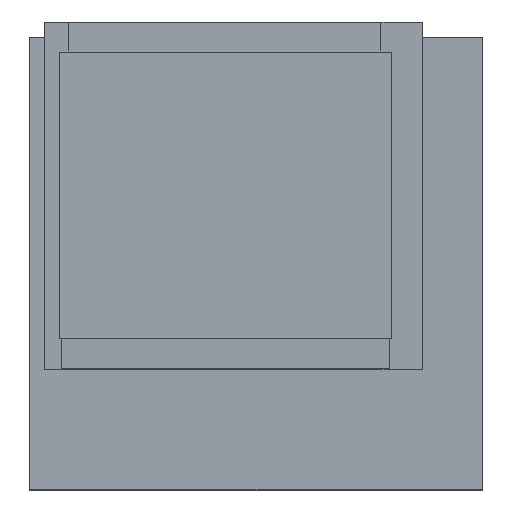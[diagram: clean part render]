
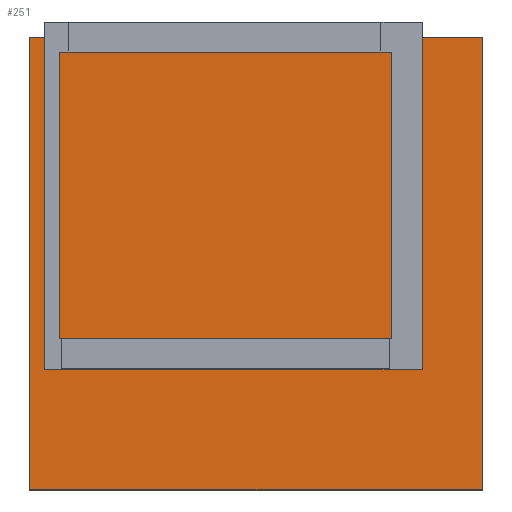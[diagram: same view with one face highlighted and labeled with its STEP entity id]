
A CAD part, top view. The second image highlights one B-rep face of the part: STEP entity #251.
In plain terms, the highlighted planar face has unit normal (0, 0, 1).
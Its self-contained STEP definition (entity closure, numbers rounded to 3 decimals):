
#122 = VERTEX_POINT('',#123);
#123 = CARTESIAN_POINT('',(0.,0.,1.));
#129 = EDGE_CURVE('',#122,#130,#132,.T.);
#130 = VERTEX_POINT('',#131);
#131 = CARTESIAN_POINT('',(30.,0.,1.));
#132 = LINE('',#133,#134);
#133 = CARTESIAN_POINT('',(0.,0.,1.));
#134 = VECTOR('',#135,1.);
#135 = DIRECTION('',(1.,0.,0.));
#160 = EDGE_CURVE('',#130,#161,#163,.T.);
#161 = VERTEX_POINT('',#162);
#162 = CARTESIAN_POINT('',(30.,30.,1.));
#163 = LINE('',#164,#165);
#164 = CARTESIAN_POINT('',(30.,0.,1.));
#165 = VECTOR('',#166,1.);
#166 = DIRECTION('',(0.,1.,0.));
#191 = EDGE_CURVE('',#161,#192,#194,.T.);
#192 = VERTEX_POINT('',#193);
#193 = CARTESIAN_POINT('',(0.,30.,1.));
#194 = LINE('',#195,#196);
#195 = CARTESIAN_POINT('',(30.,30.,1.));
#196 = VECTOR('',#197,1.);
#197 = DIRECTION('',(-1.,0.,0.));
#222 = EDGE_CURVE('',#192,#122,#223,.T.);
#223 = LINE('',#224,#225);
#224 = CARTESIAN_POINT('',(0.,30.,1.));
#225 = VECTOR('',#226,1.);
#226 = DIRECTION('',(0.,-1.,0.));
#251 = ADVANCED_FACE('',(#252),#258,.T.);
#252 = FACE_BOUND('',#253,.T.);
#253 = EDGE_LOOP('',(#254,#255,#256,#257));
#254 = ORIENTED_EDGE('',*,*,#129,.T.);
#255 = ORIENTED_EDGE('',*,*,#160,.T.);
#256 = ORIENTED_EDGE('',*,*,#191,.T.);
#257 = ORIENTED_EDGE('',*,*,#222,.T.);
#258 = PLANE('',#259);
#259 = AXIS2_PLACEMENT_3D('',#260,#261,#262);
#260 = CARTESIAN_POINT('',(15.,15.,1.));
#261 = DIRECTION('',(0.,0.,1.));
#262 = DIRECTION('',(1.,0.,0.));
